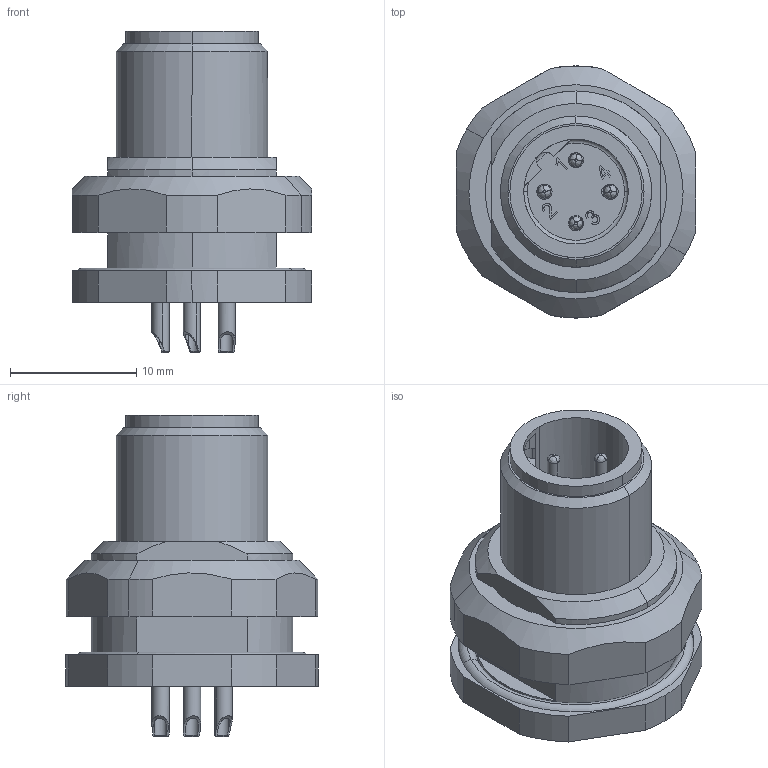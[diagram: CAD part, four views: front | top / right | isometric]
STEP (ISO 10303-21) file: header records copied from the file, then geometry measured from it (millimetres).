
FILE_DESCRIPTION(('CATIA V5 STEP Exchange','CAx-IF Rec.Pracs.--- Model Styling and Organization---1.4--- 2014-01-23'),'2;1');
FILE_NAME ('D1461951_1_2424240000_2424240000.stp','2021-01-02T09:45:01+00:00',('none'),('Weidmueller'),'CATIA Version 5-6 Release 2016 SP3 HF44','CATIA V5 STEP AP214','none');
FILE_SCHEMA(('AUTOMOTIVE_DESIGN { 1 0 10303 214 1 1 1 1 }'));
Length unit declared in the file: millimetre
Products named in the file (1): 2424240000
Bounding box: 19 x 20 x 25.5 mm (x, y, z)
Volume: 2842.5 mm3; surface area: 4038.4 mm2
Topology: 7 solids, 7 shells, 454 faces, 1345 edges, 927 vertices
Faces by surface type: cylinder 138, plane 134, bspline 90, cone 74, torus 18
Entity records: 17848 total; most frequent: CARTESIAN_POINT 7322, ORIENTED_EDGE 2674, DIRECTION 1348, EDGE_CURVE 1337, VERTEX_POINT 927, B_SPLINE_CURVE_WITH_KNOTS 643, AXIS2_PLACEMENT_3D 584, EDGE_LOOP 496
